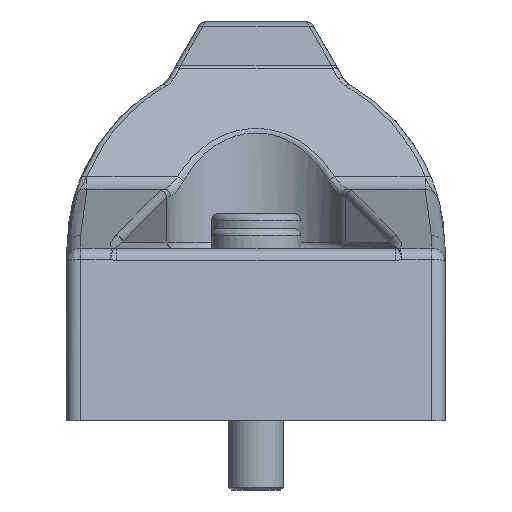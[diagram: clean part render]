
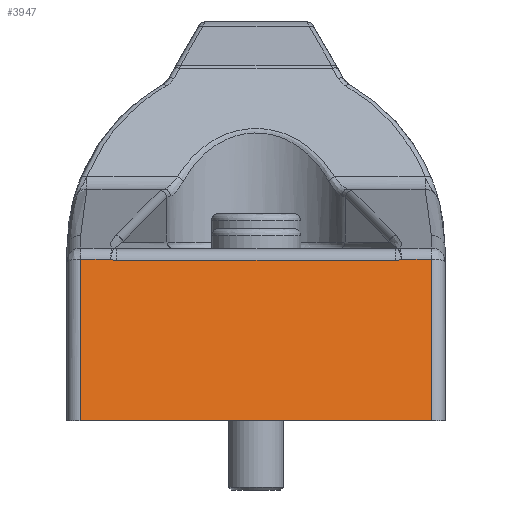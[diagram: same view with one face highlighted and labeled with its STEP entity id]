
A CAD part, front view. The second image highlights one B-rep face of the part: STEP entity #3947.
In plain terms, the highlighted planar face has unit normal (0, -0.985, 0.174).
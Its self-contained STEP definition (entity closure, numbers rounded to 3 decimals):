
#78 = VECTOR ( 'NONE', #274, 1000. ) ;
#265 = FACE_OUTER_BOUND ( 'NONE', #6446, .T. ) ;
#274 = DIRECTION ( 'NONE',  ( 0., -0.174, -0.985 ) ) ;
#570 = CARTESIAN_POINT ( 'NONE',  ( -92.5, 4.142, -1.511 ) ) ;
#669 = CARTESIAN_POINT ( 'NONE',  ( -27.5, 0., -25. ) ) ;
#1367 = EDGE_CURVE ( 'NONE', #3704, #1853, #5176, .T. ) ;
#1421 = EDGE_CURVE ( 'NONE', #3879, #2065, #5874, .T. ) ;
#1581 = EDGE_CURVE ( 'NONE', #1661, #3879, #3316, .T. ) ;
#1661 = VERTEX_POINT ( 'NONE', #6067 ) ;
#1853 = VERTEX_POINT ( 'NONE', #5843 ) ;
#2065 = VERTEX_POINT ( 'NONE', #3768 ) ;
#2220 = LINE ( 'NONE', #570, #6164 ) ;
#2284 = DIRECTION ( 'NONE',  ( 1., 0., 0. ) ) ;
#2325 = VERTEX_POINT ( 'NONE', #5867 ) ;
#2417 = DIRECTION ( 'NONE',  ( 0., 0.985, -0.174 ) ) ;
#2448 = CARTESIAN_POINT ( 'NONE',  ( -25.5, 0., -25. ) ) ;
#2492 = PLANE ( 'NONE',  #3545 ) ;
#2601 = VECTOR ( 'NONE', #5139, 1000. ) ;
#2612 = DIRECTION ( 'NONE',  ( 1., 0., 0. ) ) ;
#2741 = VERTEX_POINT ( 'NONE', #2448 ) ;
#2754 = CARTESIAN_POINT ( 'NONE',  ( 25.5, 4.142, -1.511 ) ) ;
#3079 = ORIENTED_EDGE ( 'NONE', *, *, #5683, .F. ) ;
#3316 = LINE ( 'NONE', #5449, #4422 ) ;
#3327 = CARTESIAN_POINT ( 'NONE',  ( 21.174, 4.142, -1.511 ) ) ;
#3429 = EDGE_CURVE ( 'NONE', #2741, #1661, #3578, .T. ) ;
#3463 = CARTESIAN_POINT ( 'NONE',  ( -20.88, 4.125, -1.605 ) ) ;
#3489 = CARTESIAN_POINT ( 'NONE',  ( -92.5, 0., -25. ) ) ;
#3509 = VECTOR ( 'NONE', #2612, 1000. ) ;
#3545 = AXIS2_PLACEMENT_3D ( 'NONE', #3489, #2417, #4625 ) ;
#3577 = CARTESIAN_POINT ( 'NONE',  ( -20.262, 4.117, -1.653 ) ) ;
#3578 = LINE ( 'NONE', #5675, #2601 ) ;
#3600 = EDGE_CURVE ( 'NONE', #2065, #5267, #5862, .T. ) ;
#3704 = VERTEX_POINT ( 'NONE', #2754 ) ;
#3768 = CARTESIAN_POINT ( 'NONE',  ( -20.262, 4.117, -1.653 ) ) ;
#3771 = EDGE_CURVE ( 'NONE', #2741, #1853, #3896, .T. ) ;
#3852 = EDGE_CURVE ( 'NONE', #2325, #3704, #2220, .T. ) ;
#3879 = VERTEX_POINT ( 'NONE', #4997 ) ;
#3896 = LINE ( 'NONE', #669, #4648 ) ;
#3941 = DIRECTION ( 'NONE',  ( 1., 0., 0. ) ) ;
#3947 = ADVANCED_FACE ( 'NONE', ( #265 ), #2492, .F. ) ;
#4324 = CARTESIAN_POINT ( 'NONE',  ( -92.5, 4.117, -1.653 ) ) ;
#4422 = VECTOR ( 'NONE', #3941, 1000. ) ;
#4625 = DIRECTION ( 'NONE',  ( 0., 0.174, 0.985 ) ) ;
#4648 = VECTOR ( 'NONE', #4831, 1000. ) ;
#4672 = CARTESIAN_POINT ( 'NONE',  ( -20.572, 4.117, -1.653 ) ) ;
#4806 = ORIENTED_EDGE ( 'NONE', *, *, #3600, .F. ) ;
#4831 = DIRECTION ( 'NONE',  ( 1., 0., 0. ) ) ;
#4868 = ORIENTED_EDGE ( 'NONE', *, *, #3429, .F. ) ;
#4893 = CARTESIAN_POINT ( 'NONE',  ( 20.262, 4.117, -1.653 ) ) ;
#4963 = CARTESIAN_POINT ( 'NONE',  ( 20.572, 4.117, -1.653 ) ) ;
#4980 = ORIENTED_EDGE ( 'NONE', *, *, #1421, .F. ) ;
#4997 = CARTESIAN_POINT ( 'NONE',  ( -21.174, 4.142, -1.511 ) ) ;
#5021 = ORIENTED_EDGE ( 'NONE', *, *, #1581, .F. ) ;
#5139 = DIRECTION ( 'NONE',  ( 0., 0.174, 0.985 ) ) ;
#5176 = LINE ( 'NONE', #5716, #78 ) ;
#5267 = VERTEX_POINT ( 'NONE', #5833 ) ;
#5443 = B_SPLINE_CURVE_WITH_KNOTS ( 'NONE', 3,
 ( #4893, #4963, #7074, #3327 ),
 .UNSPECIFIED., .F., .F.,
 ( 4, 4 ),
 ( 0., 1. ),
 .UNSPECIFIED. ) ;
#5449 = CARTESIAN_POINT ( 'NONE',  ( -92.5, 4.142, -1.511 ) ) ;
#5464 = ORIENTED_EDGE ( 'NONE', *, *, #1367, .F. ) ;
#5638 = CARTESIAN_POINT ( 'NONE',  ( -21.174, 4.142, -1.511 ) ) ;
#5675 = CARTESIAN_POINT ( 'NONE',  ( -25.5, 0., -25. ) ) ;
#5683 = EDGE_CURVE ( 'NONE', #5267, #2325, #5443, .T. ) ;
#5716 = CARTESIAN_POINT ( 'NONE',  ( 25.5, 5.578, 6.637 ) ) ;
#5833 = CARTESIAN_POINT ( 'NONE',  ( 20.262, 4.117, -1.653 ) ) ;
#5843 = CARTESIAN_POINT ( 'NONE',  ( 25.5, 0., -25. ) ) ;
#5862 = LINE ( 'NONE', #4324, #3509 ) ;
#5867 = CARTESIAN_POINT ( 'NONE',  ( 21.174, 4.142, -1.511 ) ) ;
#5874 = B_SPLINE_CURVE_WITH_KNOTS ( 'NONE', 3,
 ( #5638, #3463, #4672, #3577 ),
 .UNSPECIFIED., .F., .F.,
 ( 4, 4 ),
 ( 0., 1. ),
 .UNSPECIFIED. ) ;
#6053 = ORIENTED_EDGE ( 'NONE', *, *, #3771, .T. ) ;
#6067 = CARTESIAN_POINT ( 'NONE',  ( -25.5, 4.142, -1.511 ) ) ;
#6164 = VECTOR ( 'NONE', #2284, 1000. ) ;
#6446 = EDGE_LOOP ( 'NONE', ( #5464, #6958, #3079, #4806, #4980, #5021, #4868, #6053 ) ) ;
#6958 = ORIENTED_EDGE ( 'NONE', *, *, #3852, .F. ) ;
#7074 = CARTESIAN_POINT ( 'NONE',  ( 20.88, 4.125, -1.605 ) ) ;
